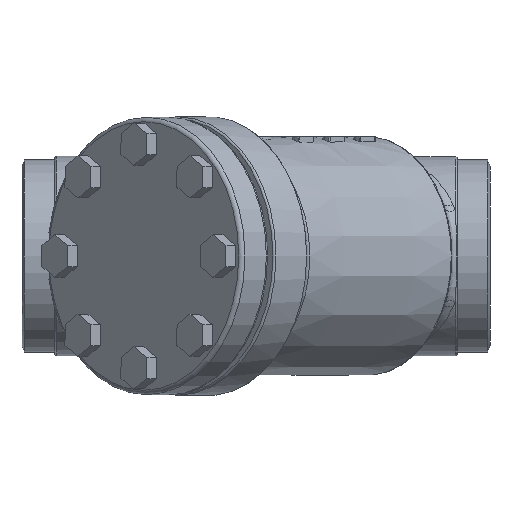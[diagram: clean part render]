
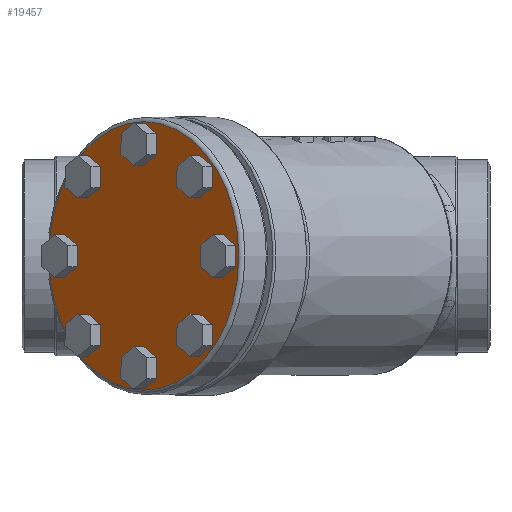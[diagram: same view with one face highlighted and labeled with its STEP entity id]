
A CAD part, left-side view. The second image highlights one B-rep face of the part: STEP entity #19457.
In plain terms, the highlighted face is planar.
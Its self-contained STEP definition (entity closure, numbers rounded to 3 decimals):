
#18976=CARTESIAN_POINT('',(-5.,-51.66,18.));
#18977=VERTEX_POINT('',#18976);
#19001=CARTESIAN_POINT('',(-0.,-46.66,18.));
#19002=VERTEX_POINT('',#19001);
#19003=CARTESIAN_POINT('',(-0.,-51.66,18.));
#19004=DIRECTION('',(0.,-0.,1.));
#19005=DIRECTION('',(0.,1.,0.));
#19006=AXIS2_PLACEMENT_3D('',#19003,#19004,#19005);
#19007=CIRCLE('',#19006,5.);
#19008=EDGE_CURVE('',#18977,#19002,#19007,.T.);
#19010=CARTESIAN_POINT('',(-0.,-51.66,18.));
#19011=DIRECTION('',(0.,-0.,1.));
#19012=DIRECTION('',(0.,1.,0.));
#19013=AXIS2_PLACEMENT_3D('',#19010,#19011,#19012);
#19014=CIRCLE('',#19013,5.);
#19015=EDGE_CURVE('',#19002,#18977,#19014,.T.);
#19027=CARTESIAN_POINT('',(-41.529,-36.529,18.));
#19028=VERTEX_POINT('',#19027);
#19052=CARTESIAN_POINT('',(-32.994,-32.994,18.));
#19053=VERTEX_POINT('',#19052);
#19054=CARTESIAN_POINT('',(-36.529,-36.529,18.));
#19055=DIRECTION('',(0.,-0.,1.));
#19056=DIRECTION('',(0.707,0.707,0.));
#19057=AXIS2_PLACEMENT_3D('',#19054,#19055,#19056);
#19058=CIRCLE('',#19057,5.);
#19059=EDGE_CURVE('',#19028,#19053,#19058,.T.);
#19061=CARTESIAN_POINT('',(-36.529,-36.529,18.));
#19062=DIRECTION('',(0.,-0.,1.));
#19063=DIRECTION('',(0.707,0.707,0.));
#19064=AXIS2_PLACEMENT_3D('',#19061,#19062,#19063);
#19065=CIRCLE('',#19064,5.);
#19066=EDGE_CURVE('',#19053,#19028,#19065,.T.);
#19078=CARTESIAN_POINT('',(-56.66,0.,18.));
#19079=VERTEX_POINT('',#19078);
#19103=CARTESIAN_POINT('',(-46.66,0.,18.));
#19104=VERTEX_POINT('',#19103);
#19105=CARTESIAN_POINT('',(-51.66,0.,18.));
#19106=DIRECTION('',(0.,0.,1.));
#19107=DIRECTION('',(1.,-0.,0.));
#19108=AXIS2_PLACEMENT_3D('',#19105,#19106,#19107);
#19109=CIRCLE('',#19108,5.);
#19110=EDGE_CURVE('',#19079,#19104,#19109,.T.);
#19112=CARTESIAN_POINT('',(-51.66,0.,18.));
#19113=DIRECTION('',(0.,0.,1.));
#19114=DIRECTION('',(1.,-0.,0.));
#19115=AXIS2_PLACEMENT_3D('',#19112,#19113,#19114);
#19116=CIRCLE('',#19115,5.);
#19117=EDGE_CURVE('',#19104,#19079,#19116,.T.);
#19129=CARTESIAN_POINT('',(-41.529,36.529,18.));
#19130=VERTEX_POINT('',#19129);
#19154=CARTESIAN_POINT('',(-32.994,32.994,18.));
#19155=VERTEX_POINT('',#19154);
#19156=CARTESIAN_POINT('',(-36.529,36.529,18.));
#19157=DIRECTION('',(0.,0.,1.));
#19158=DIRECTION('',(0.707,-0.707,0.));
#19159=AXIS2_PLACEMENT_3D('',#19156,#19157,#19158);
#19160=CIRCLE('',#19159,5.);
#19161=EDGE_CURVE('',#19130,#19155,#19160,.T.);
#19163=CARTESIAN_POINT('',(-36.529,36.529,18.));
#19164=DIRECTION('',(0.,0.,1.));
#19165=DIRECTION('',(0.707,-0.707,0.));
#19166=AXIS2_PLACEMENT_3D('',#19163,#19164,#19165);
#19167=CIRCLE('',#19166,5.);
#19168=EDGE_CURVE('',#19155,#19130,#19167,.T.);
#19180=CARTESIAN_POINT('',(-5.,51.66,18.));
#19181=VERTEX_POINT('',#19180);
#19205=CARTESIAN_POINT('',(0.,46.66,18.));
#19206=VERTEX_POINT('',#19205);
#19207=CARTESIAN_POINT('',(0.,51.66,18.));
#19208=DIRECTION('',(0.,0.,1.));
#19209=DIRECTION('',(-0.,-1.,0.));
#19210=AXIS2_PLACEMENT_3D('',#19207,#19208,#19209);
#19211=CIRCLE('',#19210,5.);
#19212=EDGE_CURVE('',#19181,#19206,#19211,.T.);
#19214=CARTESIAN_POINT('',(0.,51.66,18.));
#19215=DIRECTION('',(0.,0.,1.));
#19216=DIRECTION('',(-0.,-1.,0.));
#19217=AXIS2_PLACEMENT_3D('',#19214,#19215,#19216);
#19218=CIRCLE('',#19217,5.);
#19219=EDGE_CURVE('',#19206,#19181,#19218,.T.);
#19231=CARTESIAN_POINT('',(31.529,36.529,18.));
#19232=VERTEX_POINT('',#19231);
#19256=CARTESIAN_POINT('',(32.994,32.994,18.));
#19257=VERTEX_POINT('',#19256);
#19258=CARTESIAN_POINT('',(36.529,36.529,18.));
#19259=DIRECTION('',(0.,0.,1.));
#19260=DIRECTION('',(-0.707,-0.707,0.));
#19261=AXIS2_PLACEMENT_3D('',#19258,#19259,#19260);
#19262=CIRCLE('',#19261,5.);
#19263=EDGE_CURVE('',#19232,#19257,#19262,.T.);
#19265=CARTESIAN_POINT('',(36.529,36.529,18.));
#19266=DIRECTION('',(0.,0.,1.));
#19267=DIRECTION('',(-0.707,-0.707,0.));
#19268=AXIS2_PLACEMENT_3D('',#19265,#19266,#19267);
#19269=CIRCLE('',#19268,5.);
#19270=EDGE_CURVE('',#19257,#19232,#19269,.T.);
#19282=CARTESIAN_POINT('',(46.66,0.,18.));
#19283=VERTEX_POINT('',#19282);
#19298=CARTESIAN_POINT('',(51.66,0.,18.));
#19299=DIRECTION('',(0.,0.,1.));
#19300=DIRECTION('',(-1.,0.,0.));
#19301=AXIS2_PLACEMENT_3D('',#19298,#19299,#19300);
#19302=CIRCLE('',#19301,5.);
#19303=EDGE_CURVE('',#19283,#19283,#19302,.T.);
#19366=CARTESIAN_POINT('',(31.529,-36.529,18.));
#19367=VERTEX_POINT('',#19366);
#19391=CARTESIAN_POINT('',(32.994,-32.994,18.));
#19392=VERTEX_POINT('',#19391);
#19393=CARTESIAN_POINT('',(36.529,-36.529,18.));
#19394=DIRECTION('',(0.,0.,1.));
#19395=DIRECTION('',(-0.707,0.707,0.));
#19396=AXIS2_PLACEMENT_3D('',#19393,#19394,#19395);
#19397=CIRCLE('',#19396,5.);
#19398=EDGE_CURVE('',#19367,#19392,#19397,.T.);
#19400=CARTESIAN_POINT('',(36.529,-36.529,18.));
#19401=DIRECTION('',(0.,0.,1.));
#19402=DIRECTION('',(-0.707,0.707,0.));
#19403=AXIS2_PLACEMENT_3D('',#19400,#19401,#19402);
#19404=CIRCLE('',#19403,5.);
#19405=EDGE_CURVE('',#19392,#19367,#19404,.T.);
#19410=CARTESIAN_POINT('',(0.,0.,18.));
#19411=DIRECTION('',(0.,0.,1.));
#19412=DIRECTION('',(-1.,0.,0.));
#19413=AXIS2_PLACEMENT_3D('',#19410,#19411,#19412);
#19414=PLANE('',#19413);
#19415=CARTESIAN_POINT('',(62.,-0.,18.));
#19416=VERTEX_POINT('',#19415);
#19417=CARTESIAN_POINT('',(0.,0.,18.));
#19418=DIRECTION('',(0.,0.,1.));
#19419=DIRECTION('',(1.,0.,-0.));
#19420=AXIS2_PLACEMENT_3D('',#19417,#19418,#19419);
#19421=CIRCLE('',#19420,62.);
#19422=EDGE_CURVE('',#19416,#19416,#19421,.T.);
#19423=ORIENTED_EDGE('',*,*,#19422,.T.);
#19424=EDGE_LOOP('',(#19423));
#19425=FACE_BOUND('',#19424,.T.);
#19426=ORIENTED_EDGE('',*,*,#19303,.F.);
#19427=EDGE_LOOP('',(#19426));
#19428=FACE_BOUND('',#19427,.T.);
#19429=ORIENTED_EDGE('',*,*,#19263,.F.);
#19430=ORIENTED_EDGE('',*,*,#19270,.F.);
#19431=EDGE_LOOP('',(#19429,#19430));
#19432=FACE_BOUND('',#19431,.T.);
#19433=ORIENTED_EDGE('',*,*,#19212,.F.);
#19434=ORIENTED_EDGE('',*,*,#19219,.F.);
#19435=EDGE_LOOP('',(#19433,#19434));
#19436=FACE_BOUND('',#19435,.T.);
#19437=ORIENTED_EDGE('',*,*,#19161,.F.);
#19438=ORIENTED_EDGE('',*,*,#19168,.F.);
#19439=EDGE_LOOP('',(#19437,#19438));
#19440=FACE_BOUND('',#19439,.T.);
#19441=ORIENTED_EDGE('',*,*,#19110,.F.);
#19442=ORIENTED_EDGE('',*,*,#19117,.F.);
#19443=EDGE_LOOP('',(#19441,#19442));
#19444=FACE_BOUND('',#19443,.T.);
#19445=ORIENTED_EDGE('',*,*,#19059,.F.);
#19446=ORIENTED_EDGE('',*,*,#19066,.F.);
#19447=EDGE_LOOP('',(#19445,#19446));
#19448=FACE_BOUND('',#19447,.T.);
#19449=ORIENTED_EDGE('',*,*,#19008,.F.);
#19450=ORIENTED_EDGE('',*,*,#19015,.F.);
#19451=EDGE_LOOP('',(#19449,#19450));
#19452=FACE_BOUND('',#19451,.T.);
#19453=ORIENTED_EDGE('',*,*,#19398,.F.);
#19454=ORIENTED_EDGE('',*,*,#19405,.F.);
#19455=EDGE_LOOP('',(#19453,#19454));
#19456=FACE_BOUND('',#19455,.T.);
#19457=ADVANCED_FACE('',(#19425,#19428,#19432,#19436,#19440,#19444,#19448,#19452,#19456),#19414,.T.);
